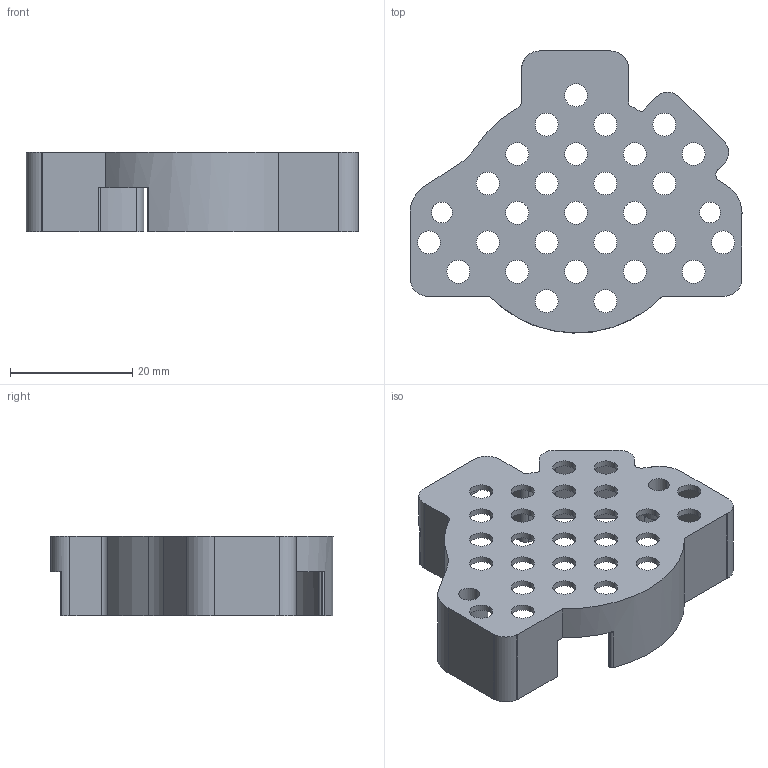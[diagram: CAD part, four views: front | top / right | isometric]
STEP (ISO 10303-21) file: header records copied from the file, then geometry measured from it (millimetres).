
FILE_DESCRIPTION((''),'2;1');
FILE_NAME('BACK-COVER','2023-10-02T20:36:07',('XA'),(''),'','');
FILE_SCHEMA(('CONFIG_CONTROL_DESIGN'));
Length unit declared in the file: millimetre
Products named in the file (1): BACK-COVER
Bounding box: 54.27 x 46.1 x 13 mm (x, y, z)
Volume: 3462.3 mm3; surface area: 7417.5 mm2
Topology: 1 solids, 1 shells, 157 faces, 459 edges, 306 vertices
Faces by surface type: cylinder 102, plane 55
Entity records: 5461 total; most frequent: DIRECTION 983, CARTESIAN_POINT 922, ORIENTED_EDGE 918, EDGE_CURVE 459, AXIS2_PLACEMENT_3D 367, VERTEX_POINT 306, VECTOR 249, LINE 249
